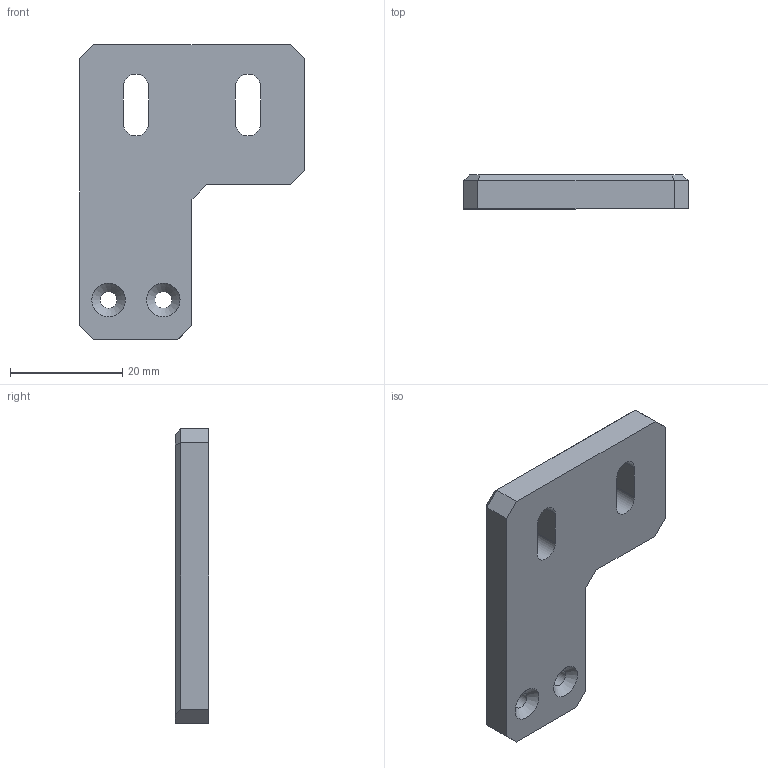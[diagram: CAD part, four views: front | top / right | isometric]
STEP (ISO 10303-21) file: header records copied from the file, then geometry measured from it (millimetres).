
FILE_DESCRIPTION(/* description */ (''),/* implementation_level */ '2;1');
FILE_NAME(/* name */ 'Y Axis end stop mount RIGHT.step',/* time_stamp */ '2024-11-17T19:02:14+01:00',/* author */ (''),/* organization */ (''),/* preprocessor_version */ 'ST-DEVELOPER v20',/* originating_system */ 'Autodesk Translation Framework v13.20.0.188',/* authorisation */ '');
FILE_SCHEMA (('AUTOMOTIVE_DESIGN { 1 0 10303 214 3 1 1 }'));
Length unit declared in the file: millimetre
Products named in the file (1): Y Axis end stop mount RIGHT
Bounding box: 40 x 6 x 52.5 mm (x, y, z)
Volume: 8493.2 mm3; surface area: 4259.4 mm2
Topology: 1 solids, 1 shells, 35 faces, 89 edges, 56 vertices
Faces by surface type: plane 27, cylinder 6, cone 2
Full cylindrical faces by diameter (mm): 3 x2
Entity records: 1093 total; most frequent: CARTESIAN_POINT 181, ORIENTED_EDGE 178, DIRECTION 175, EDGE_CURVE 89, LINE 75, VECTOR 75, VERTEX_POINT 56, AXIS2_PLACEMENT_3D 50
